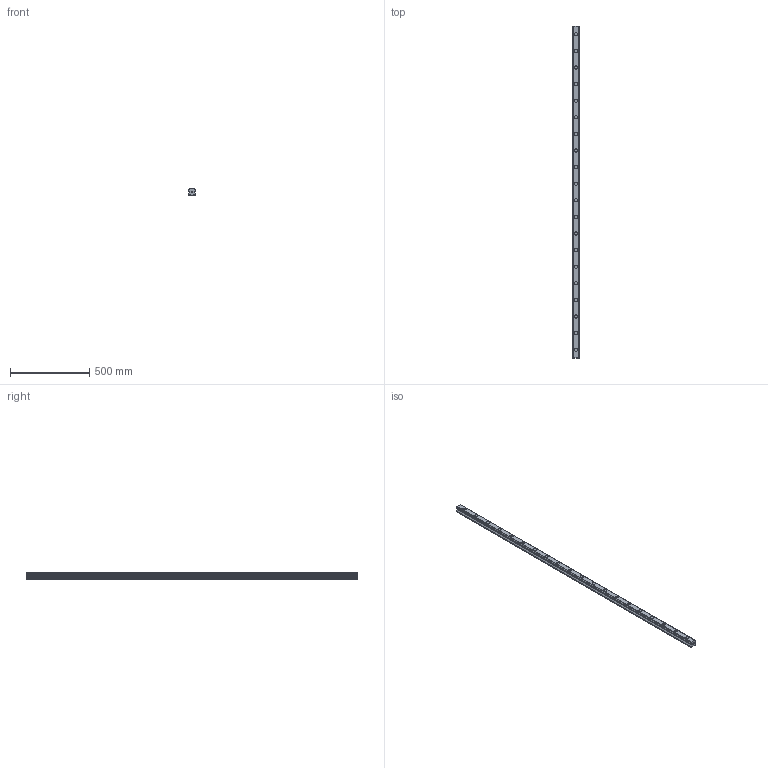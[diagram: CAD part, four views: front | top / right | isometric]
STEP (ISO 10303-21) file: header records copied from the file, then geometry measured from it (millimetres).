
FILE_DESCRIPTION(('STEP AP214'),'1');
FILE_NAME('cctmp_4F3C4033-BDD8-4AC7-8E09-B6ABA06629F7_2020_10_29_11_11_9_842..stp','2020-10-29T10:11:09',('HIWIN GmbH'),('CADClick - www.CADClick.com'),'Spatial InterOp 3D',' ','unknown authorization');
FILE_SCHEMA(('AUTOMOTIVE_DESIGN'));
Length unit declared in the file: millimetre
Products named in the file (1): HGR45R2100H_FILE
Bounding box: 45 x 2100 x 38 mm (x, y, z)
Volume: 2824906.7 mm3; surface area: 408120.9 mm2
Topology: 1 solids, 1 shells, 277 faces, 633 edges, 422 vertices
Faces by surface type: plane 153, cylinder 124
Entity records: 10115 total; most frequent: DIRECTION 1437, CARTESIAN_POINT 1333, ORIENTED_EDGE 1266, EDGE_CURVE 633, AXIS2_PLACEMENT_3D 526, VERTEX_POINT 422, LINE 385, VECTOR 385
